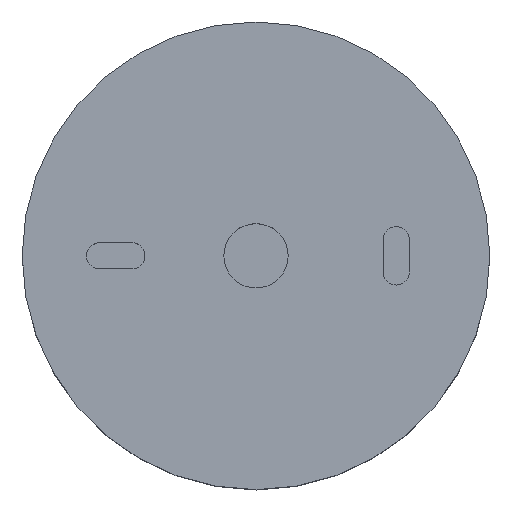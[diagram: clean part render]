
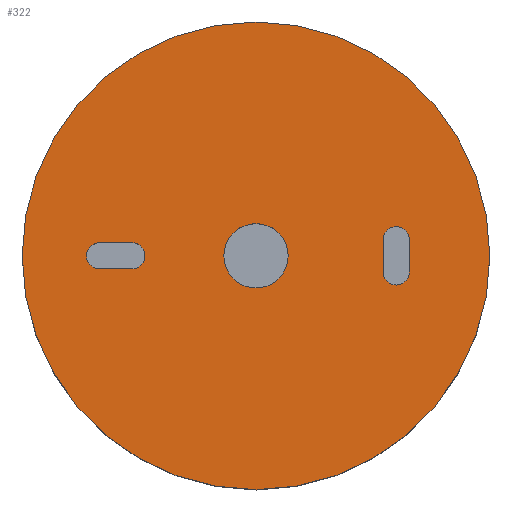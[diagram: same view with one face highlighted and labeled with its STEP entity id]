
A CAD part, top view. The second image highlights one B-rep face of the part: STEP entity #322.
In plain terms, the highlighted planar face has unit normal (0, 0, 1).
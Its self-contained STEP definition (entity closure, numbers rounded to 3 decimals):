
#17=FACE_BOUND('',#73,.T.);
#18=FACE_BOUND('',#74,.T.);
#19=FACE_BOUND('',#75,.T.);
#31=PLANE('',#380);
#49=FACE_OUTER_BOUND('',#72,.T.);
#72=EDGE_LOOP('',(#268));
#73=EDGE_LOOP('',(#269,#270,#271,#272));
#74=EDGE_LOOP('',(#273,#274,#275,#276));
#75=EDGE_LOOP('',(#277));
#88=LINE('',#511,#109);
#92=LINE('',#522,#113);
#96=LINE('',#536,#117);
#100=LINE('',#547,#121);
#109=VECTOR('',#406,10.);
#113=VECTOR('',#418,10.);
#117=VECTOR('',#432,10.);
#121=VECTOR('',#444,10.);
#128=CIRCLE('',#354,2.25);
#130=CIRCLE('',#358,2.25);
#132=CIRCLE('',#363,2.25);
#134=CIRCLE('',#367,2.25);
#136=CIRCLE('',#372,5.5);
#140=CIRCLE('',#379,40.);
#148=VERTEX_POINT('',#501);
#149=VERTEX_POINT('',#502);
#152=VERTEX_POINT('',#510);
#154=VERTEX_POINT('',#516);
#156=VERTEX_POINT('',#526);
#157=VERTEX_POINT('',#527);
#160=VERTEX_POINT('',#535);
#162=VERTEX_POINT('',#541);
#164=VERTEX_POINT('',#551);
#168=VERTEX_POINT('',#563);
#176=EDGE_CURVE('',#148,#149,#128,.T.);
#180=EDGE_CURVE('',#152,#148,#88,.T.);
#183=EDGE_CURVE('',#154,#152,#130,.T.);
#186=EDGE_CURVE('',#149,#154,#92,.T.);
#188=EDGE_CURVE('',#156,#157,#132,.T.);
#192=EDGE_CURVE('',#160,#156,#96,.T.);
#195=EDGE_CURVE('',#162,#160,#134,.T.);
#198=EDGE_CURVE('',#157,#162,#100,.T.);
#200=EDGE_CURVE('',#164,#164,#136,.T.);
#205=EDGE_CURVE('',#168,#168,#140,.T.);
#268=ORIENTED_EDGE('',*,*,#205,.T.);
#269=ORIENTED_EDGE('',*,*,#176,.T.);
#270=ORIENTED_EDGE('',*,*,#186,.T.);
#271=ORIENTED_EDGE('',*,*,#183,.T.);
#272=ORIENTED_EDGE('',*,*,#180,.T.);
#273=ORIENTED_EDGE('',*,*,#188,.T.);
#274=ORIENTED_EDGE('',*,*,#198,.T.);
#275=ORIENTED_EDGE('',*,*,#195,.T.);
#276=ORIENTED_EDGE('',*,*,#192,.T.);
#277=ORIENTED_EDGE('',*,*,#200,.T.);
#322=ADVANCED_FACE('',(#49,#17,#18,#19),#31,.T.);
#354=AXIS2_PLACEMENT_3D('',#503,#398,#399);
#358=AXIS2_PLACEMENT_3D('',#517,#411,#412);
#363=AXIS2_PLACEMENT_3D('',#528,#424,#425);
#367=AXIS2_PLACEMENT_3D('',#542,#437,#438);
#372=AXIS2_PLACEMENT_3D('',#552,#450,#451);
#379=AXIS2_PLACEMENT_3D('',#564,#465,#466);
#380=AXIS2_PLACEMENT_3D('',#566,#468,#469);
#398=DIRECTION('center_axis',(0.,0.,-1.));
#399=DIRECTION('ref_axis',(-1.,0.,0.));
#406=DIRECTION('',(0.,-1.,0.));
#411=DIRECTION('center_axis',(0.,0.,-1.));
#412=DIRECTION('ref_axis',(1.,0.,0.));
#418=DIRECTION('',(0.,1.,0.));
#424=DIRECTION('center_axis',(0.,0.,-1.));
#425=DIRECTION('ref_axis',(0.,-1.,0.));
#432=DIRECTION('',(1.,0.,0.));
#437=DIRECTION('center_axis',(0.,0.,-1.));
#438=DIRECTION('ref_axis',(0.,1.,0.));
#444=DIRECTION('',(-1.,0.,0.));
#450=DIRECTION('center_axis',(0.,0.,-1.));
#451=DIRECTION('ref_axis',(-1.,0.,0.));
#465=DIRECTION('center_axis',(0.,0.,1.));
#466=DIRECTION('ref_axis',(-1.,0.,0.));
#468=DIRECTION('center_axis',(0.,0.,1.));
#469=DIRECTION('ref_axis',(1.,0.,0.));
#501=CARTESIAN_POINT('',(26.25,-2.75,356.5));
#502=CARTESIAN_POINT('',(21.75,-2.75,356.5));
#503=CARTESIAN_POINT('Origin',(24.,-2.75,356.5));
#510=CARTESIAN_POINT('',(26.25,2.75,356.5));
#511=CARTESIAN_POINT('',(26.25,1.375,356.5));
#516=CARTESIAN_POINT('',(21.75,2.75,356.5));
#517=CARTESIAN_POINT('Origin',(24.,2.75,356.5));
#522=CARTESIAN_POINT('',(21.75,-1.375,356.5));
#526=CARTESIAN_POINT('',(-21.25,2.25,356.5));
#527=CARTESIAN_POINT('',(-21.25,-2.25,356.5));
#528=CARTESIAN_POINT('Origin',(-21.25,0.,356.5));
#535=CARTESIAN_POINT('',(-26.75,2.25,356.5));
#536=CARTESIAN_POINT('',(-13.375,2.25,356.5));
#541=CARTESIAN_POINT('',(-26.75,-2.25,356.5));
#542=CARTESIAN_POINT('Origin',(-26.75,0.,356.5));
#547=CARTESIAN_POINT('',(-10.625,-2.25,356.5));
#551=CARTESIAN_POINT('',(5.5,0.,356.5));
#552=CARTESIAN_POINT('Origin',(0.,0.,356.5));
#563=CARTESIAN_POINT('',(40.,0.,356.5));
#564=CARTESIAN_POINT('Origin',(0.,0.,356.5));
#566=CARTESIAN_POINT('Origin',(0.,0.,356.5));
